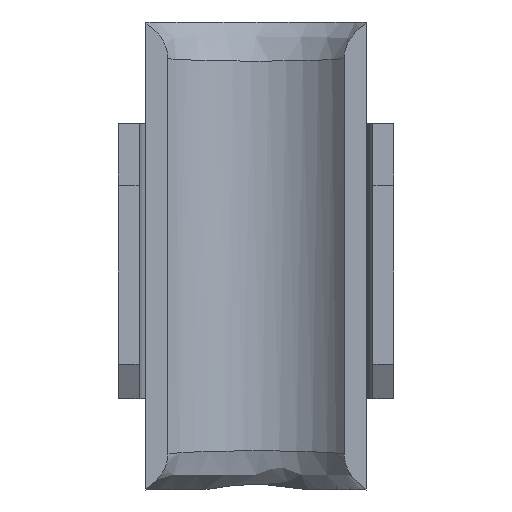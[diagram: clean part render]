
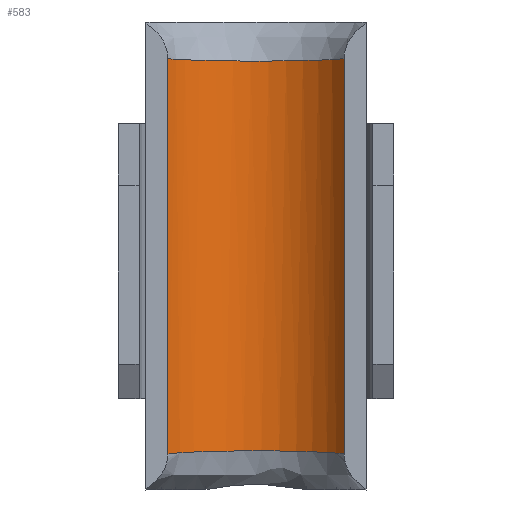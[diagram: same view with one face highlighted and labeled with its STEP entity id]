
A CAD part, front view. The second image highlights one B-rep face of the part: STEP entity #583.
In plain terms, the highlighted cylindrical face has radius 8 mm (diameter 16 mm), a partial arc.
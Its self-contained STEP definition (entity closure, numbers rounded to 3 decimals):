
#17 = CARTESIAN_POINT ( 'NONE',  ( -6.4, -3.2, -14.363 ) ) ;
#98 = CARTESIAN_POINT ( 'NONE',  ( 0.624, 0., 14.172 ) ) ;
#104 = ORIENTED_EDGE ( 'NONE', *, *, #4199, .T. ) ;
#331 = CARTESIAN_POINT ( 'NONE',  ( 4.122, -1.137, -14.231 ) ) ;
#465 = CARTESIAN_POINT ( 'NONE',  ( -2.143, -0.286, 14.186 ) ) ;
#482 = CARTESIAN_POINT ( 'NONE',  ( -6.4, -3.2, 14.363 ) ) ;
#583 = ADVANCED_FACE ( 'NONE', ( #3716 ), #4784, .F. ) ;
#685 = CARTESIAN_POINT ( 'NONE',  ( 4.641, -1.476, -14.251 ) ) ;
#709 = CARTESIAN_POINT ( 'NONE',  ( 5.602, -2.256, -14.298 ) ) ;
#737 = LINE ( 'NONE', #4046, #1173 ) ;
#739 = DIRECTION ( 'NONE',  ( 0., 0., -1. ) ) ;
#755 = VERTEX_POINT ( 'NONE', #3178 ) ;
#770 = CARTESIAN_POINT ( 'NONE',  ( 5.602, -2.256, 14.298 ) ) ;
#780 = B_SPLINE_CURVE_WITH_KNOTS ( 'NONE', 3,
 ( #985, #4621, #4174, #2162, #1765, #4990, #4573, #3391, #1001, #1400, #4205, #2263, #1916, #3095, #5059, #4269, #4706, #2682, #1900, #5109, #331, #685, #2293, #709, #3068, #1081 ),
 .UNSPECIFIED., .F., .F.,
 ( 4, 2, 2, 2, 2, 2, 2, 2, 2, 2, 2, 2, 4 ),
 ( 0., 0.002, 0.003, 0.004, 0.005, 0.006, 0.007, 0.009, 0.01, 0.011, 0.012, 0.013, 0.015 ),
 .UNSPECIFIED. ) ;
#843 = CARTESIAN_POINT ( 'NONE',  ( -3.855, -0.983, 14.223 ) ) ;
#877 = CARTESIAN_POINT ( 'NONE',  ( -4.641, -1.477, 14.251 ) ) ;
#896 = CARTESIAN_POINT ( 'NONE',  ( -4.122, -1.137, 14.231 ) ) ;
#914 = ORIENTED_EDGE ( 'NONE', *, *, #5067, .F. ) ;
#985 = CARTESIAN_POINT ( 'NONE',  ( -6.4, -3.2, -14.363 ) ) ;
#1000 = VECTOR ( 'NONE', #739, 1000. ) ;
#1001 = CARTESIAN_POINT ( 'NONE',  ( -3.023, -0.587, -14.201 ) ) ;
#1081 = CARTESIAN_POINT ( 'NONE',  ( 6.4, -3.2, -14.363 ) ) ;
#1115 = DIRECTION ( 'NONE',  ( -1., 0., 0. ) ) ;
#1173 = VECTOR ( 'NONE', #2824, 1000. ) ;
#1210 = ORIENTED_EDGE ( 'NONE', *, *, #4036, .T. ) ;
#1273 = CARTESIAN_POINT ( 'NONE',  ( -6.4, -3.2, 14.363 ) ) ;
#1400 = CARTESIAN_POINT ( 'NONE',  ( -2.443, -0.376, -14.19 ) ) ;
#1583 = CARTESIAN_POINT ( 'NONE',  ( 4.641, -1.476, 14.251 ) ) ;
#1657 = CARTESIAN_POINT ( 'NONE',  ( -3.305, -0.708, 14.208 ) ) ;
#1678 = EDGE_CURVE ( 'NONE', #4239, #2627, #737, .T. ) ;
#1765 = CARTESIAN_POINT ( 'NONE',  ( -4.641, -1.477, -14.251 ) ) ;
#1840 = VERTEX_POINT ( 'NONE', #3925 ) ;
#1900 = CARTESIAN_POINT ( 'NONE',  ( 3.305, -0.708, -14.208 ) ) ;
#1916 = CARTESIAN_POINT ( 'NONE',  ( -0.624, 0., -14.172 ) ) ;
#1934 = CARTESIAN_POINT ( 'NONE',  ( 6.026, -2.702, 14.328 ) ) ;
#1969 = CARTESIAN_POINT ( 'NONE',  ( 4.892, -1.662, 14.262 ) ) ;
#2074 = CARTESIAN_POINT ( 'NONE',  ( -4.892, -1.663, 14.262 ) ) ;
#2162 = CARTESIAN_POINT ( 'NONE',  ( -4.892, -1.663, -14.262 ) ) ;
#2263 = CARTESIAN_POINT ( 'NONE',  ( -1.237, -0.072, -14.175 ) ) ;
#2293 = CARTESIAN_POINT ( 'NONE',  ( 4.892, -1.662, -14.262 ) ) ;
#2324 = CARTESIAN_POINT ( 'NONE',  ( 6.4, -3.2, 17. ) ) ;
#2389 = CARTESIAN_POINT ( 'NONE',  ( 3.305, -0.708, 14.208 ) ) ;
#2500 = CARTESIAN_POINT ( 'NONE',  ( 2.442, -0.376, 14.19 ) ) ;
#2559 = LINE ( 'NONE', #2324, #1000 ) ;
#2627 = VERTEX_POINT ( 'NONE', #17 ) ;
#2682 = CARTESIAN_POINT ( 'NONE',  ( 3.023, -0.587, -14.201 ) ) ;
#2824 = DIRECTION ( 'NONE',  ( 0., 0., -1. ) ) ;
#3068 = CARTESIAN_POINT ( 'NONE',  ( 6.026, -2.702, -14.328 ) ) ;
#3083 = EDGE_LOOP ( 'NONE', ( #4699, #1210, #914, #104 ) ) ;
#3095 = CARTESIAN_POINT ( 'NONE',  ( 0.624, 0., -14.172 ) ) ;
#3096 = CARTESIAN_POINT ( 'NONE',  ( 0., -8., 17. ) ) ;
#3156 = AXIS2_PLACEMENT_3D ( 'NONE', #3096, #3517, #1115 ) ;
#3178 = CARTESIAN_POINT ( 'NONE',  ( 6.4, -3.2, -14.363 ) ) ;
#3216 = CARTESIAN_POINT ( 'NONE',  ( -6.026, -2.702, 14.328 ) ) ;
#3223 = B_SPLINE_CURVE_WITH_KNOTS ( 'NONE', 3,
 ( #3948, #1934, #770, #1969, #1583, #4388, #4806, #2389, #4870, #2500, #4906, #3657, #98, #4834, #3672, #465, #3273, #4038, #1657, #843, #896, #877, #2074, #4467, #3216, #1273 ),
 .UNSPECIFIED., .F., .F.,
 ( 4, 2, 2, 2, 2, 2, 2, 2, 2, 2, 2, 2, 4 ),
 ( 0., 0.002, 0.003, 0.004, 0.005, 0.006, 0.007, 0.009, 0.01, 0.011, 0.012, 0.013, 0.015 ),
 .UNSPECIFIED. ) ;
#3273 = CARTESIAN_POINT ( 'NONE',  ( -2.443, -0.376, 14.19 ) ) ;
#3391 = CARTESIAN_POINT ( 'NONE',  ( -3.305, -0.708, -14.208 ) ) ;
#3517 = DIRECTION ( 'NONE',  ( 0., 0., -1. ) ) ;
#3657 = CARTESIAN_POINT ( 'NONE',  ( 1.237, -0.072, 14.175 ) ) ;
#3672 = CARTESIAN_POINT ( 'NONE',  ( -1.237, -0.072, 14.175 ) ) ;
#3716 = FACE_OUTER_BOUND ( 'NONE', #3083, .T. ) ;
#3925 = CARTESIAN_POINT ( 'NONE',  ( 6.4, -3.2, 14.363 ) ) ;
#3948 = CARTESIAN_POINT ( 'NONE',  ( 6.4, -3.2, 14.363 ) ) ;
#4036 = EDGE_CURVE ( 'NONE', #2627, #755, #780, .T. ) ;
#4038 = CARTESIAN_POINT ( 'NONE',  ( -3.023, -0.587, 14.201 ) ) ;
#4046 = CARTESIAN_POINT ( 'NONE',  ( -6.4, -3.2, 17. ) ) ;
#4174 = CARTESIAN_POINT ( 'NONE',  ( -5.602, -2.256, -14.298 ) ) ;
#4199 = EDGE_CURVE ( 'NONE', #1840, #4239, #3223, .T. ) ;
#4205 = CARTESIAN_POINT ( 'NONE',  ( -2.143, -0.286, -14.186 ) ) ;
#4239 = VERTEX_POINT ( 'NONE', #482 ) ;
#4269 = CARTESIAN_POINT ( 'NONE',  ( 2.143, -0.286, -14.186 ) ) ;
#4388 = CARTESIAN_POINT ( 'NONE',  ( 4.122, -1.137, 14.231 ) ) ;
#4467 = CARTESIAN_POINT ( 'NONE',  ( -5.602, -2.256, 14.298 ) ) ;
#4573 = CARTESIAN_POINT ( 'NONE',  ( -3.855, -0.983, -14.223 ) ) ;
#4621 = CARTESIAN_POINT ( 'NONE',  ( -6.026, -2.702, -14.328 ) ) ;
#4699 = ORIENTED_EDGE ( 'NONE', *, *, #1678, .T. ) ;
#4706 = CARTESIAN_POINT ( 'NONE',  ( 2.442, -0.376, -14.19 ) ) ;
#4784 = CYLINDRICAL_SURFACE ( 'NONE', #3156, 8. ) ;
#4806 = CARTESIAN_POINT ( 'NONE',  ( 3.855, -0.983, 14.223 ) ) ;
#4834 = CARTESIAN_POINT ( 'NONE',  ( -0.624, 0., 14.172 ) ) ;
#4870 = CARTESIAN_POINT ( 'NONE',  ( 3.023, -0.587, 14.201 ) ) ;
#4906 = CARTESIAN_POINT ( 'NONE',  ( 2.143, -0.286, 14.186 ) ) ;
#4990 = CARTESIAN_POINT ( 'NONE',  ( -4.122, -1.137, -14.231 ) ) ;
#5059 = CARTESIAN_POINT ( 'NONE',  ( 1.237, -0.072, -14.175 ) ) ;
#5067 = EDGE_CURVE ( 'NONE', #1840, #755, #2559, .T. ) ;
#5109 = CARTESIAN_POINT ( 'NONE',  ( 3.855, -0.983, -14.223 ) ) ;
